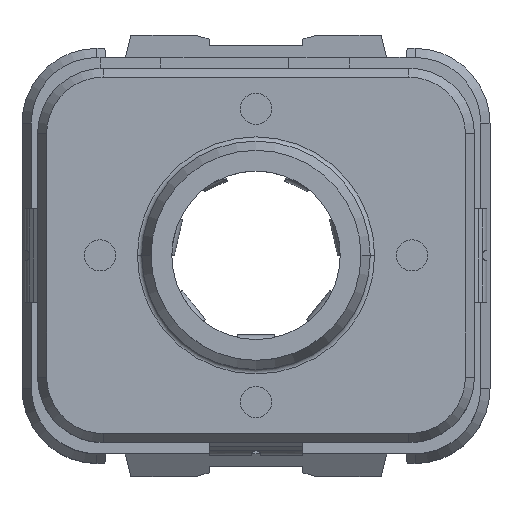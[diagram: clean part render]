
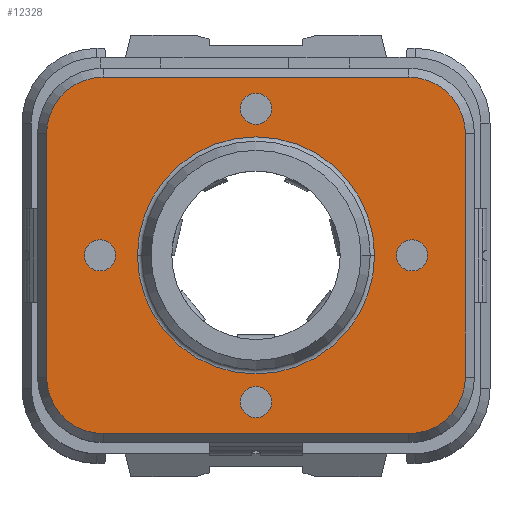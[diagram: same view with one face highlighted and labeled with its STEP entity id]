
A CAD part, top view. The second image highlights one B-rep face of the part: STEP entity #12328.
In plain terms, the highlighted planar face has unit normal (0, 0, 1).
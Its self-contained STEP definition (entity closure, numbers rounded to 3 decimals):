
#330=CARTESIAN_POINT('',(-4.9,-3.9,4.155));
#331=DIRECTION('',(0.,0.,1.));
#332=DIRECTION('',(-1.,0.,0.));
#333=AXIS2_PLACEMENT_3D('',#330,#331,#332);
#335=DIRECTION('',(0.,-1.,0.));
#336=VECTOR('',#335,7.8);
#337=CARTESIAN_POINT('',(-6.711,3.9,4.155));
#338=LINE('',#337,#336);
#339=CARTESIAN_POINT('',(-4.9,3.9,4.155));
#340=DIRECTION('',(0.,0.,1.));
#341=DIRECTION('',(0.,1.,0.));
#342=AXIS2_PLACEMENT_3D('',#339,#340,#341);
#344=DIRECTION('',(-1.,0.,0.));
#345=VECTOR('',#344,9.8);
#346=CARTESIAN_POINT('',(4.9,5.711,4.155));
#347=LINE('',#346,#345);
#348=CARTESIAN_POINT('',(4.9,3.9,4.155));
#349=DIRECTION('',(0.,0.,1.));
#350=DIRECTION('',(1.,0.,0.));
#351=AXIS2_PLACEMENT_3D('',#348,#349,#350);
#353=DIRECTION('',(0.,1.,0.));
#354=VECTOR('',#353,7.8);
#355=CARTESIAN_POINT('',(6.711,-3.9,4.155));
#356=LINE('',#355,#354);
#357=CARTESIAN_POINT('',(4.9,-3.9,4.155));
#358=DIRECTION('',(0.,0.,1.));
#359=DIRECTION('',(0.,-1.,0.));
#360=AXIS2_PLACEMENT_3D('',#357,#358,#359);
#362=DIRECTION('',(1.,0.,0.));
#363=VECTOR('',#362,9.8);
#364=CARTESIAN_POINT('',(-4.9,-5.711,4.155));
#365=LINE('',#364,#363);
#366=CARTESIAN_POINT('',(0.,0.,4.155));
#367=DIRECTION('',(0.,0.,1.));
#368=DIRECTION('',(-1.,0.,0.));
#369=AXIS2_PLACEMENT_3D('',#366,#367,#368);
#371=CARTESIAN_POINT('',(0.,0.,4.155));
#372=DIRECTION('',(0.,0.,1.));
#373=DIRECTION('',(1.,0.,0.));
#374=AXIS2_PLACEMENT_3D('',#371,#372,#373);
#9766=CARTESIAN_POINT('',(0.,4.7,4.155));
#9767=DIRECTION('',(0.,0.,1.));
#9768=DIRECTION('',(1.,0.,0.));
#9769=AXIS2_PLACEMENT_3D('',#9766,#9767,#9768);
#9775=CARTESIAN_POINT('',(0.,4.7,4.155));
#9776=DIRECTION('',(0.,0.,1.));
#9777=DIRECTION('',(-1.,0.,0.));
#9778=AXIS2_PLACEMENT_3D('',#9775,#9776,#9777);
#9794=CARTESIAN_POINT('',(-5.,0.,4.155));
#9795=DIRECTION('',(0.,0.,1.));
#9796=DIRECTION('',(1.,0.,0.));
#9797=AXIS2_PLACEMENT_3D('',#9794,#9795,#9796);
#9803=CARTESIAN_POINT('',(-5.,0.,4.155));
#9804=DIRECTION('',(0.,0.,1.));
#9805=DIRECTION('',(-1.,0.,0.));
#9806=AXIS2_PLACEMENT_3D('',#9803,#9804,#9805);
#9822=CARTESIAN_POINT('',(5.,0.,4.155));
#9823=DIRECTION('',(0.,0.,1.));
#9824=DIRECTION('',(1.,0.,0.));
#9825=AXIS2_PLACEMENT_3D('',#9822,#9823,#9824);
#9831=CARTESIAN_POINT('',(5.,0.,4.155));
#9832=DIRECTION('',(0.,0.,1.));
#9833=DIRECTION('',(-1.,0.,0.));
#9834=AXIS2_PLACEMENT_3D('',#9831,#9832,#9833);
#9850=CARTESIAN_POINT('',(0.,-4.7,4.155));
#9851=DIRECTION('',(0.,0.,1.));
#9852=DIRECTION('',(1.,0.,0.));
#9853=AXIS2_PLACEMENT_3D('',#9850,#9851,#9852);
#9859=CARTESIAN_POINT('',(0.,-4.7,4.155));
#9860=DIRECTION('',(0.,0.,1.));
#9861=DIRECTION('',(-1.,0.,0.));
#9862=AXIS2_PLACEMENT_3D('',#9859,#9860,#9861);
#11780=CARTESIAN_POINT('',(-3.8,0.,4.155));
#11781=CARTESIAN_POINT('',(3.8,0.,4.155));
#11782=VERTEX_POINT('',#11780);
#11783=VERTEX_POINT('',#11781);
#11876=CARTESIAN_POINT('',(-6.711,-3.9,4.155));
#11877=CARTESIAN_POINT('',(-4.9,-5.711,4.155));
#11878=VERTEX_POINT('',#11876);
#11879=VERTEX_POINT('',#11877);
#11884=CARTESIAN_POINT('',(4.9,-5.711,
4.155));
#11885=VERTEX_POINT('',#11884);
#11888=CARTESIAN_POINT('',(6.711,-3.9,4.155));
#11889=VERTEX_POINT('',#11888);
#11892=CARTESIAN_POINT('',(6.711,3.9,4.155));
#11893=VERTEX_POINT('',#11892);
#11896=CARTESIAN_POINT('',(4.9,5.711,4.155));
#11897=VERTEX_POINT('',#11896);
#11900=CARTESIAN_POINT('',(-4.9,5.711,
4.155));
#11901=VERTEX_POINT('',#11900);
#11904=CARTESIAN_POINT('',(-6.711,3.9,4.155));
#11905=VERTEX_POINT('',#11904);
#11964=CARTESIAN_POINT('',(0.5,4.7,4.155));
#11965=CARTESIAN_POINT('',(-0.5,4.7,4.155));
#11966=VERTEX_POINT('',#11964);
#11967=VERTEX_POINT('',#11965);
#11968=CARTESIAN_POINT('',(-4.5,0.,4.155));
#11969=CARTESIAN_POINT('',(-5.5,0.,4.155));
#11970=VERTEX_POINT('',#11968);
#11971=VERTEX_POINT('',#11969);
#11972=CARTESIAN_POINT('',(5.5,0.,4.155));
#11973=CARTESIAN_POINT('',(4.5,0.,4.155));
#11974=VERTEX_POINT('',#11972);
#11975=VERTEX_POINT('',#11973);
#11976=CARTESIAN_POINT('',(0.5,-4.7,4.155));
#11977=CARTESIAN_POINT('',(-0.5,-4.7,4.155));
#11978=VERTEX_POINT('',#11976);
#11979=VERTEX_POINT('',#11977);
#12276=CARTESIAN_POINT('',(0.,0.,4.155));
#12277=DIRECTION('',(0.,0.,1.));
#12278=DIRECTION('',(-1.,0.,0.));
#12279=AXIS2_PLACEMENT_3D('',#12276,#12277,#12278);
#12280=PLANE('',#12279);
#12282=ORIENTED_EDGE('',*,*,#12281,.F.);
#12284=ORIENTED_EDGE('',*,*,#12283,.F.);
#12285=ORIENTED_EDGE('',*,*,#12266,.F.);
#12287=ORIENTED_EDGE('',*,*,#12286,.F.);
#12289=ORIENTED_EDGE('',*,*,#12288,.F.);
#12291=ORIENTED_EDGE('',*,*,#12290,.F.);
#12293=ORIENTED_EDGE('',*,*,#12292,.F.);
#12295=ORIENTED_EDGE('',*,*,#12294,.F.);
#12296=EDGE_LOOP('',(#12282,#12284,#12285,#12287,#12289,#12291,#12293,#12295));
#12297=FACE_OUTER_BOUND('',#12296,.F.);
#12299=ORIENTED_EDGE('',*,*,#12298,.T.);
#12301=ORIENTED_EDGE('',*,*,#12300,.T.);
#12302=EDGE_LOOP('',(#12299,#12301));
#12303=FACE_BOUND('',#12302,.F.);
#12305=ORIENTED_EDGE('',*,*,#12304,.T.);
#12307=ORIENTED_EDGE('',*,*,#12306,.T.);
#12308=EDGE_LOOP('',(#12305,#12307));
#12309=FACE_BOUND('',#12308,.F.);
#12311=ORIENTED_EDGE('',*,*,#12310,.T.);
#12313=ORIENTED_EDGE('',*,*,#12312,.T.);
#12314=EDGE_LOOP('',(#12311,#12313));
#12315=FACE_BOUND('',#12314,.F.);
#12317=ORIENTED_EDGE('',*,*,#12316,.T.);
#12319=ORIENTED_EDGE('',*,*,#12318,.T.);
#12320=EDGE_LOOP('',(#12317,#12319));
#12321=FACE_BOUND('',#12320,.F.);
#12323=ORIENTED_EDGE('',*,*,#12322,.T.);
#12325=ORIENTED_EDGE('',*,*,#12324,.T.);
#12326=EDGE_LOOP('',(#12323,#12325));
#12327=FACE_BOUND('',#12326,.F.);
#12328=ADVANCED_FACE('',(#12297,#12303,#12309,#12315,#12321,#12327),#12280,.T.);
#334=CIRCLE('',#333,1.811);
#343=CIRCLE('',#342,1.811);
#352=CIRCLE('',#351,1.811);
#361=CIRCLE('',#360,1.811);
#370=CIRCLE('',#369,3.8);
#375=CIRCLE('',#374,3.8);
#9770=CIRCLE('',#9769,0.5);
#9779=CIRCLE('',#9778,0.5);
#9798=CIRCLE('',#9797,0.5);
#9807=CIRCLE('',#9806,0.5);
#9826=CIRCLE('',#9825,0.5);
#9835=CIRCLE('',#9834,0.5);
#9854=CIRCLE('',#9853,0.5);
#9863=CIRCLE('',#9862,0.5);
#12266=EDGE_CURVE('',#11901,#11905,#343,.T.);
#12281=EDGE_CURVE('',#11878,#11879,#334,.T.);
#12283=EDGE_CURVE('',#11905,#11878,#338,.T.);
#12286=EDGE_CURVE('',#11897,#11901,#347,.T.);
#12288=EDGE_CURVE('',#11893,#11897,#352,.T.);
#12290=EDGE_CURVE('',#11889,#11893,#356,.T.);
#12292=EDGE_CURVE('',#11885,#11889,#361,.T.);
#12294=EDGE_CURVE('',#11879,#11885,#365,.T.);
#12298=EDGE_CURVE('',#11782,#11783,#370,.T.);
#12300=EDGE_CURVE('',#11783,#11782,#375,.T.);
#12304=EDGE_CURVE('',#11966,#11967,#9770,.T.);
#12306=EDGE_CURVE('',#11967,#11966,#9779,.T.);
#12310=EDGE_CURVE('',#11970,#11971,#9798,.T.);
#12312=EDGE_CURVE('',#11971,#11970,#9807,.T.);
#12316=EDGE_CURVE('',#11974,#11975,#9826,.T.);
#12318=EDGE_CURVE('',#11975,#11974,#9835,.T.);
#12322=EDGE_CURVE('',#11978,#11979,#9854,.T.);
#12324=EDGE_CURVE('',#11979,#11978,#9863,.T.);
